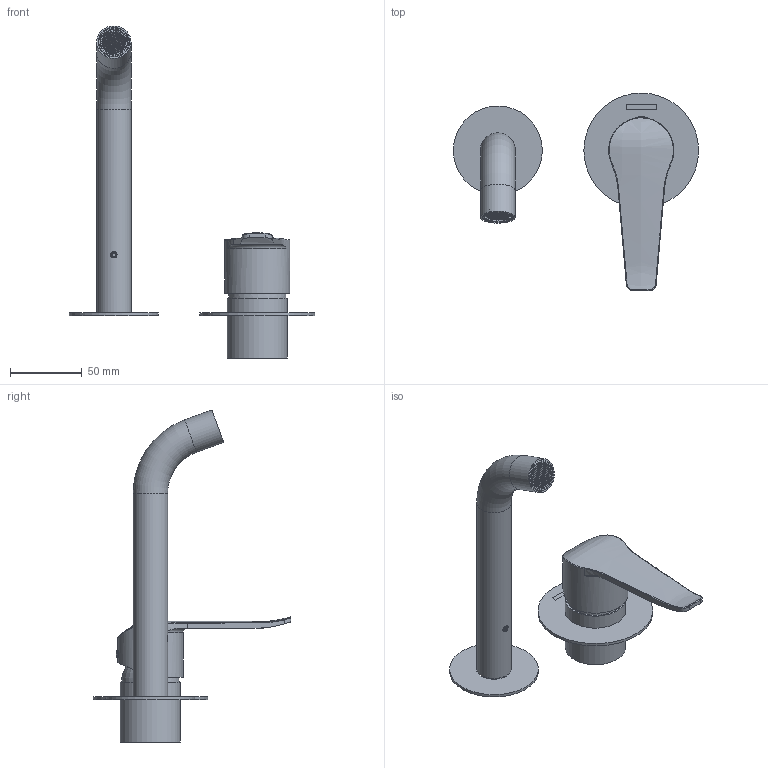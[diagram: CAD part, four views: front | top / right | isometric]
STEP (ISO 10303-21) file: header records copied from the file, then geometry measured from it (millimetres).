
FILE_DESCRIPTION (( 'STEP AP203' ), '1' );
FILE_NAME ('64AP00696.STEP', '2021-03-22T12:18:54', ( '' ), ( '' ), 'SwSTEP 2.0', 'SolidWorks 2018', '' );
FILE_SCHEMA (( 'CONFIG_CONTROL_DESIGN' ));
Length unit declared in the file: millimetre
Products named in the file (1): 64AP00696
Bounding box: 171 x 138 x 231.5 mm (x, y, z)
Volume: 71565.7 mm3; surface area: 79366.4 mm2
Topology: 10 solids, 10 shells, 1184 faces, 2987 edges, 1984 vertices
Faces by surface type: plane 1070, cylinder 73, cone 18, bspline 15, torus 7, sphere 1
Full cylindrical faces by diameter (mm): 4.2 x1, 5 x1, 6.75 x1, 9.5 x1, 10 x1, 16 x1, 16.7 x1, 17.2 x2, 17.5 x1, 18.5 x2, 18.75 x1, 21 x3, 22 x2, 24 x2, 24.5 x1, 31 x1, 35.8 x2, 36.5 x1, 37 x1, 39 x2, 41.5 x1, 42 x1, 42.5 x1, 45.5 x1, 62 x1, 80 x1
Entity records: 37724 total; most frequent: CARTESIAN_POINT 9442, ORIENTED_EDGE 5824, DIRECTION 5367, EDGE_CURVE 2912, LINE 2659, VECTOR 2659, VERTEX_POINT 1966, EDGE_LOOP 1418
